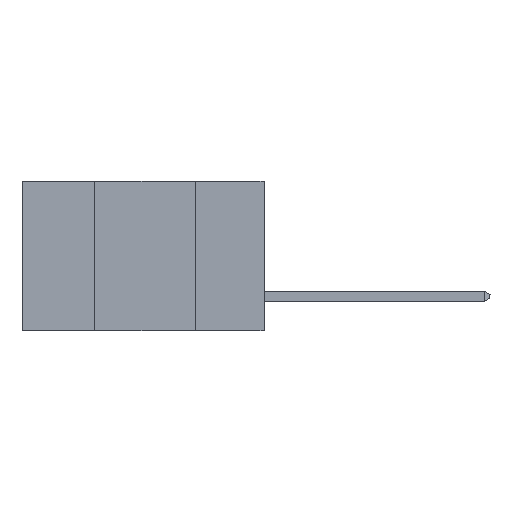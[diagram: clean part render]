
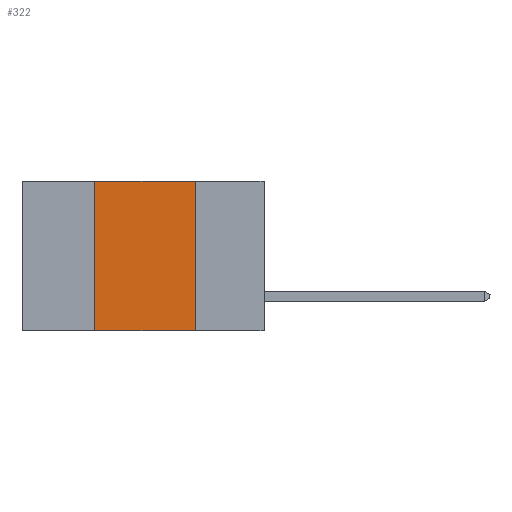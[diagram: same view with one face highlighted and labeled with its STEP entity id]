
A CAD part, left-side view. The second image highlights one B-rep face of the part: STEP entity #322.
In plain terms, the highlighted planar face has unit normal (-1, 0, 0).
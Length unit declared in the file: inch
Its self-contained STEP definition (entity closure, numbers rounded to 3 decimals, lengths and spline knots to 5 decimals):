
#68 = VECTOR ( 'NONE', #11838, 39.37008 ) ;
#322 = ADVANCED_FACE ( 'NONE', ( #8725 ), #8505, .F. ) ;
#761 = CARTESIAN_POINT ( 'NONE',  ( 0., 0.42, -0.37 ) ) ;
#2396 = CARTESIAN_POINT ( 'NONE',  ( 0., 0.17, -0.37 ) ) ;
#2407 = EDGE_CURVE ( 'NONE', #10221, #6806, #3972, .T. ) ;
#2499 = DIRECTION ( 'NONE',  ( 1., 0., 0. ) ) ;
#2909 = DIRECTION ( 'NONE',  ( 0., -1., 0. ) ) ;
#3036 = CARTESIAN_POINT ( 'NONE',  ( 0., 0.6, -0.37 ) ) ;
#3268 = CARTESIAN_POINT ( 'NONE',  ( 0., 0.17, 0. ) ) ;
#3757 = CARTESIAN_POINT ( 'NONE',  ( 0., 0.17, 0. ) ) ;
#3972 = LINE ( 'NONE', #3036, #5530 ) ;
#4549 = EDGE_CURVE ( 'NONE', #9251, #10890, #7228, .T. ) ;
#4620 = EDGE_CURVE ( 'NONE', #10221, #9251, #7559, .T. ) ;
#4660 = EDGE_CURVE ( 'NONE', #10890, #6806, #6460, .T. ) ;
#4762 = DIRECTION ( 'NONE',  ( 0., 0., -1. ) ) ;
#4905 = CARTESIAN_POINT ( 'NONE',  ( 0., 0.6, 0. ) ) ;
#5493 = CARTESIAN_POINT ( 'NONE',  ( 0., 0.6, 0. ) ) ;
#5530 = VECTOR ( 'NONE', #2909, 39.37008 ) ;
#6108 = ORIENTED_EDGE ( 'NONE', *, *, #4620, .F. ) ;
#6460 = LINE ( 'NONE', #3757, #9894 ) ;
#6778 = VECTOR ( 'NONE', #12494, 39.37008 ) ;
#6806 = VERTEX_POINT ( 'NONE', #2396 ) ;
#7005 = ORIENTED_EDGE ( 'NONE', *, *, #4549, .F. ) ;
#7228 = LINE ( 'NONE', #4905, #68 ) ;
#7559 = LINE ( 'NONE', #11482, #6778 ) ;
#8505 = PLANE ( 'NONE',  #9438 ) ;
#8655 = CARTESIAN_POINT ( 'NONE',  ( 0., 0.42, 0. ) ) ;
#8725 = FACE_OUTER_BOUND ( 'NONE', #11792, .T. ) ;
#9251 = VERTEX_POINT ( 'NONE', #8655 ) ;
#9438 = AXIS2_PLACEMENT_3D ( 'NONE', #5493, #2499, #11469 ) ;
#9894 = VECTOR ( 'NONE', #4762, 39.37008 ) ;
#10221 = VERTEX_POINT ( 'NONE', #761 ) ;
#10890 = VERTEX_POINT ( 'NONE', #3268 ) ;
#11248 = ORIENTED_EDGE ( 'NONE', *, *, #4660, .F. ) ;
#11469 = DIRECTION ( 'NONE',  ( 0., 0., -1. ) ) ;
#11482 = CARTESIAN_POINT ( 'NONE',  ( 0., 0.42, 0. ) ) ;
#11792 = EDGE_LOOP ( 'NONE', ( #11248, #7005, #6108, #12313 ) ) ;
#11838 = DIRECTION ( 'NONE',  ( 0., -1., 0. ) ) ;
#12313 = ORIENTED_EDGE ( 'NONE', *, *, #2407, .T. ) ;
#12494 = DIRECTION ( 'NONE',  ( 0., 0., 1. ) ) ;
